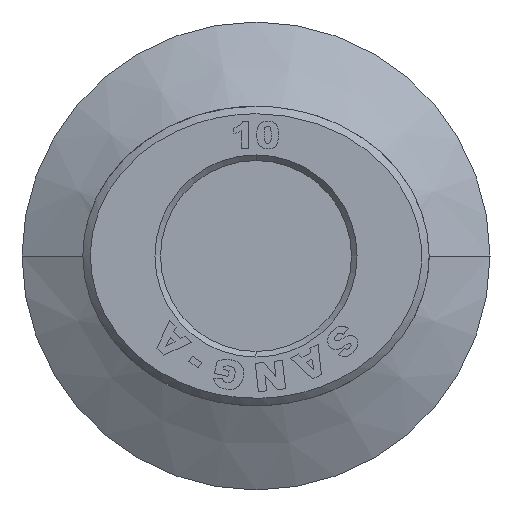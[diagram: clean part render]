
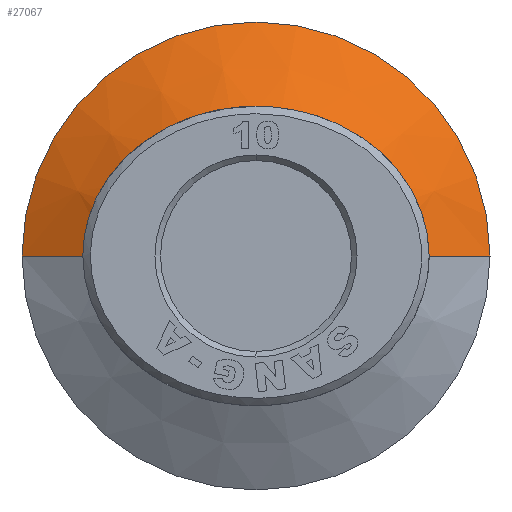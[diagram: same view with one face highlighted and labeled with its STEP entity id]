
A CAD part, left-side view. The second image highlights one B-rep face of the part: STEP entity #27067.
In plain terms, the highlighted conical face has half-angle 60 degrees and reference radius 10.125 mm.
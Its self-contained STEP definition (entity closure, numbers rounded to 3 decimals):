
#435=CARTESIAN_POINT('',(0.,-7.75,-47.4));
#436=VERTEX_POINT('',#435);
#444=CARTESIAN_POINT('',(0.,7.75,-47.4));
#445=VERTEX_POINT('',#444);
#467=CARTESIAN_POINT('',(0.,-12.5,-44.658));
#468=VERTEX_POINT('',#467);
#469=CARTESIAN_POINT('',(0.,-7.75,-47.4));
#470=DIRECTION('',(0.,-0.866,0.5));
#471=VECTOR('',#470,5.485);
#472=LINE('',#469,#471);
#473=EDGE_CURVE('',#436,#468,#472,.T.);
#476=CARTESIAN_POINT('',(0.,12.5,-44.658));
#477=VERTEX_POINT('',#476);
#478=CARTESIAN_POINT('',(0.,7.75,-47.4));
#479=DIRECTION('',(0.,0.866,0.5));
#480=VECTOR('',#479,5.485);
#481=LINE('',#478,#480);
#482=EDGE_CURVE('',#445,#477,#481,.T.);
#27040=CARTESIAN_POINT('',(0.,0.,-44.658));
#27041=DIRECTION('',(0.0,0.0,-1.0));
#27042=DIRECTION('',(0.0,-1.0,0.0));
#27043=AXIS2_PLACEMENT_3D('',#27040,#27041,#27042);
#27044=CIRCLE('',#27043,12.5);
#27045=EDGE_CURVE('',#468,#477,#27044,.T.);
#27050=CARTESIAN_POINT('',(0.,0.,-46.029));
#27051=DIRECTION('',(0.,0.,1.0));
#27052=DIRECTION('',(0.0,-1.0,0.0));
#27053=AXIS2_PLACEMENT_3D('',#27050,#27051,#27052);
#27054=CONICAL_SURFACE('',#27053,10.125,60.);
#27055=ORIENTED_EDGE('',*,*,#473,.T.);
#27056=ORIENTED_EDGE('',*,*,#27045,.T.);
#27057=ORIENTED_EDGE('',*,*,#482,.F.);
#27058=CARTESIAN_POINT('',(0.,0.,-47.4));
#27059=DIRECTION('',(0.0,0.0,-1.0));
#27060=DIRECTION('',(0.0,-1.0,0.0));
#27061=AXIS2_PLACEMENT_3D('',#27058,#27059,#27060);
#27062=CIRCLE('',#27061,7.75);
#27063=EDGE_CURVE('',#436,#445,#27062,.T.);
#27064=ORIENTED_EDGE('',*,*,#27063,.F.);
#27065=EDGE_LOOP('',(#27055,#27056,#27057,#27064));
#27066=FACE_OUTER_BOUND('',#27065,.T.);
#27067=ADVANCED_FACE('',(#27066),#27054,.T.);
